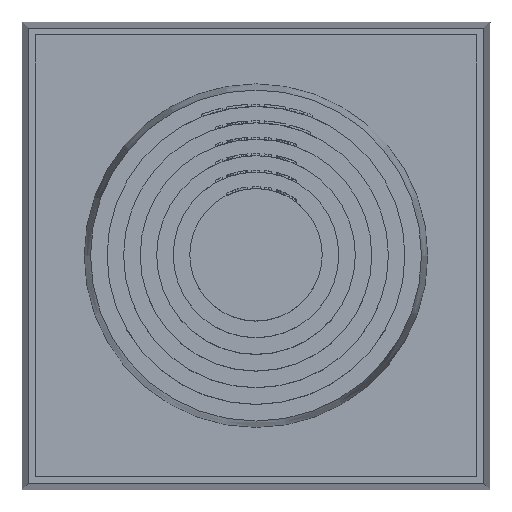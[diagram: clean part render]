
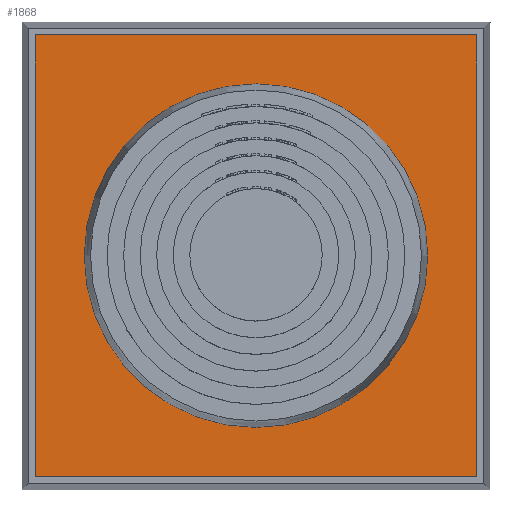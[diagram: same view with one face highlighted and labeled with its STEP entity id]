
A CAD part, top view. The second image highlights one B-rep face of the part: STEP entity #1868.
In plain terms, the highlighted planar face has unit normal (0, 0, 1).
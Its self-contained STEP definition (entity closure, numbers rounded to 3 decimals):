
#175=FACE_BOUND('',#3426,.T.);
#176=FACE_BOUND('',#3427,.T.);
#423=CIRCLE('',#14815,15.569);
#1124=PLANE('',#14827);
#1868=ADVANCED_FACE('',(#175,#176),#1124,.T.);
#3426=EDGE_LOOP('',(#8526));
#3427=EDGE_LOOP('',(#8527,#8528,#8529,#8530));
#8526=ORIENTED_EDGE('',*,*,#11989,.F.);
#8527=ORIENTED_EDGE('',*,*,#12013,.T.);
#8528=ORIENTED_EDGE('',*,*,#12011,.T.);
#8529=ORIENTED_EDGE('',*,*,#12009,.T.);
#8530=ORIENTED_EDGE('',*,*,#12007,.T.);
#9910=VERTEX_POINT('',#24685);
#9923=VERTEX_POINT('',#24722);
#9924=VERTEX_POINT('',#24724);
#9925=VERTEX_POINT('',#24728);
#9926=VERTEX_POINT('',#24732);
#11989=EDGE_CURVE('',#9910,#9910,#423,.T.);
#12007=EDGE_CURVE('',#9924,#9923,#12918,.T.);
#12009=EDGE_CURVE('',#9925,#9924,#12920,.T.);
#12011=EDGE_CURVE('',#9926,#9925,#12922,.T.);
#12013=EDGE_CURVE('',#9923,#9926,#12924,.T.);
#12918=LINE('',#24723,#13829);
#12920=LINE('',#24727,#13831);
#12922=LINE('',#24731,#13833);
#12924=LINE('',#24735,#13835);
#13829=VECTOR('',#17706,1.);
#13831=VECTOR('',#17710,1.);
#13833=VECTOR('',#17714,1.);
#13835=VECTOR('',#17718,1.);
#14815=AXIS2_PLACEMENT_3D('',#24684,#17673,#17674);
#14827=AXIS2_PLACEMENT_3D('',#24737,#17721,#17722);
#17673=DIRECTION('',(0.,0.,1.));
#17674=DIRECTION('',(1.,0.,0.));
#17706=DIRECTION('',(-1.,0.,0.));
#17710=DIRECTION('',(0.,1.,0.));
#17714=DIRECTION('',(1.,0.,0.));
#17718=DIRECTION('',(0.,-1.,0.));
#17721=DIRECTION('',(0.,0.,1.));
#17722=DIRECTION('',(-1.,0.,0.));
#24684=CARTESIAN_POINT('',(0.,0.,17.5));
#24685=CARTESIAN_POINT('',(15.569,0.,17.5));
#24722=CARTESIAN_POINT('',(-20.,20.,17.5));
#24723=CARTESIAN_POINT('',(19.85,20.,17.5));
#24724=CARTESIAN_POINT('',(20.,20.,17.5));
#24727=CARTESIAN_POINT('',(20.,-19.85,17.5));
#24728=CARTESIAN_POINT('',(20.,-20.,17.5));
#24731=CARTESIAN_POINT('',(-19.85,-20.,17.5));
#24732=CARTESIAN_POINT('',(-20.,-20.,17.5));
#24735=CARTESIAN_POINT('',(-20.,19.85,17.5));
#24737=CARTESIAN_POINT('',(0.,0.,17.5));
